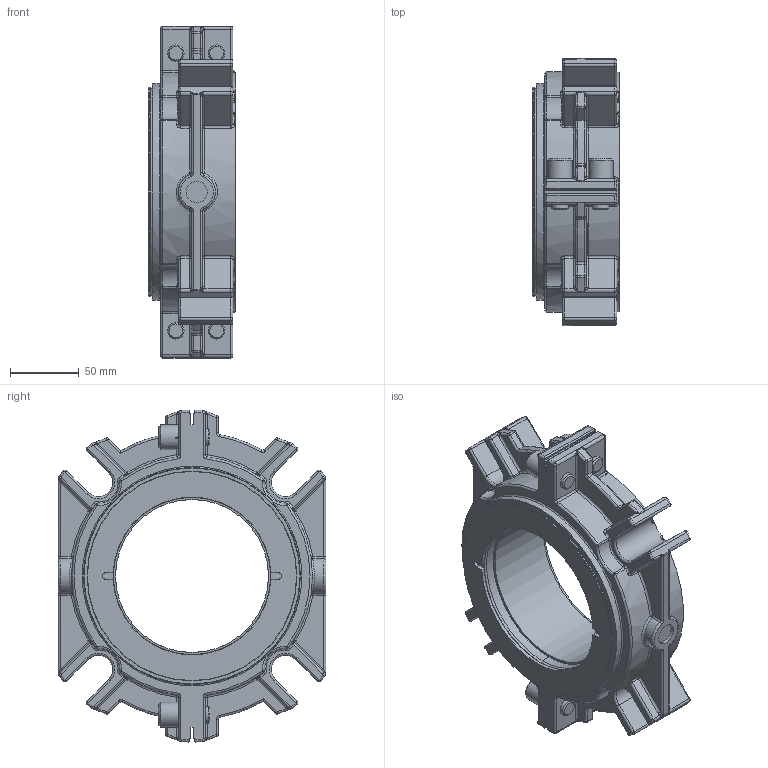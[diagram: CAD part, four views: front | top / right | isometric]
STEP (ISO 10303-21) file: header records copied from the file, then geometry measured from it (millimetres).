
FILE_DESCRIPTION(/* description */ ('Unknown'),/* implementation_level */ '2;1');
FILE_NAME(/* name */ '4.375 RDSX -36_30 SEAL ARRANGEMENT',/* time_stamp */ '2023-02-21T14:43:34-05:00',/* author */ ('Unknown'),/* organization */ ('Unknown'),/* preprocessor_version */ 'ST-DEVELOPER v16.7',/* originating_system */ 'Solid Edge',/* authorisation */ 'Unknown');
FILE_SCHEMA (('AUTOMOTIVE_DESIGN {1 0 10303 214 3 1 1}'));
Length unit declared in the file: millimetre
Products named in the file (1): 3209505
Bounding box: 63.5 x 194.46 x 241.25 mm (x, y, z)
Volume: 1081829 mm3; surface area: 141305.4 mm2
Topology: 1 solids, 1 shells, 938 faces, 2296 edges, 1328 vertices
Faces by surface type: cylinder 283, bspline 202, plane 188, torus 176, sphere 80, cone 9
Full cylindrical faces by diameter (mm): 12 x8, 15.342 x2, 18 x4, 111.125 x1, 111.252 x1, 114.299 x1, 149.86 x1, 152.4 x1, 157.48 x1, 168.275 x1, 168.783 x1
Entity records: 29698 total; most frequent: CARTESIAN_POINT 9320, ORIENTED_EDGE 4304, DIRECTION 4192, EDGE_CURVE 2152, AXIS2_PLACEMENT_3D 1734, VERTEX_POINT 1284, EDGE_LOOP 1014, FACE_BOUND 1014
